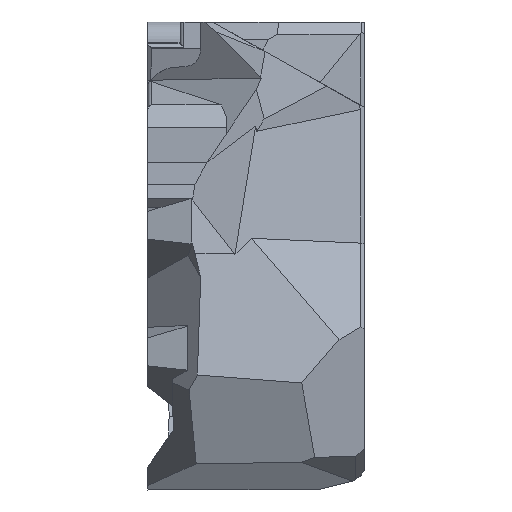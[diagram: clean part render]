
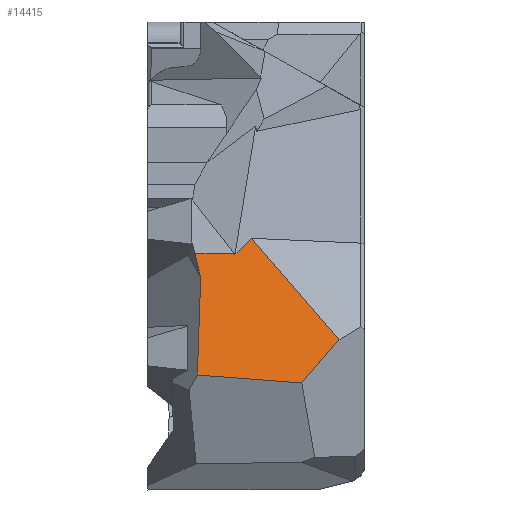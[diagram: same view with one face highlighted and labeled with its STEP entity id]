
A CAD part, left-side view. The second image highlights one B-rep face of the part: STEP entity #14415.
In plain terms, the highlighted planar face has unit normal (-0.966, 0, 0.261).
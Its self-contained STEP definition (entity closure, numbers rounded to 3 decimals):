
#1628=PLANE('',#15138);
#2255=FACE_OUTER_BOUND('',#3046,.T.);
#3046=EDGE_LOOP('',(#12273,#12274,#12275,#12276,#12277,#12278,#12279,#12280));
#3362=LINE('',#17931,#4450);
#3367=LINE('',#17940,#4455);
#3387=LINE('',#19118,#4475);
#4082=LINE('',#38460,#5170);
#4093=LINE('',#38482,#5181);
#4094=LINE('',#38484,#5182);
#4095=LINE('',#38486,#5183);
#4096=LINE('',#38487,#5184);
#4450=VECTOR('',#15474,10.);
#4455=VECTOR('',#15481,10.);
#4475=VECTOR('',#15521,10.);
#5170=VECTOR('',#17006,10.);
#5181=VECTOR('',#17029,10.);
#5182=VECTOR('',#17030,10.);
#5183=VECTOR('',#17031,10.);
#5184=VECTOR('',#17032,10.);
#5704=VERTEX_POINT('',#17928);
#5705=VERTEX_POINT('',#17930);
#5708=VERTEX_POINT('',#17938);
#5760=VERTEX_POINT('',#19116);
#6740=VERTEX_POINT('',#38459);
#6745=VERTEX_POINT('',#38481);
#6746=VERTEX_POINT('',#38483);
#6747=VERTEX_POINT('',#38485);
#7218=EDGE_CURVE('',#5704,#5705,#3362,.T.);
#7223=EDGE_CURVE('',#5708,#5704,#3367,.T.);
#7288=EDGE_CURVE('',#5708,#5760,#3387,.F.);
#8712=EDGE_CURVE('',#6740,#5705,#4082,.T.);
#8723=EDGE_CURVE('',#6745,#5760,#4093,.T.);
#8724=EDGE_CURVE('',#6746,#6745,#4094,.T.);
#8725=EDGE_CURVE('',#6747,#6746,#4095,.T.);
#8726=EDGE_CURVE('',#6740,#6747,#4096,.T.);
#12273=ORIENTED_EDGE('',*,*,#8712,.T.);
#12274=ORIENTED_EDGE('',*,*,#7218,.F.);
#12275=ORIENTED_EDGE('',*,*,#7223,.F.);
#12276=ORIENTED_EDGE('',*,*,#7288,.T.);
#12277=ORIENTED_EDGE('',*,*,#8723,.F.);
#12278=ORIENTED_EDGE('',*,*,#8724,.F.);
#12279=ORIENTED_EDGE('',*,*,#8725,.F.);
#12280=ORIENTED_EDGE('',*,*,#8726,.F.);
#14415=ADVANCED_FACE('',(#2255),#1628,.F.);
#15138=AXIS2_PLACEMENT_3D('',#38480,#17027,#17028);
#15474=DIRECTION('',(0.185,-0.705,0.685));
#15481=DIRECTION('',(-0.21,-0.59,-0.779));
#15521=DIRECTION('',(0.,-1.,0.));
#17006=DIRECTION('',(0.2,0.64,0.742));
#17027=DIRECTION('center_axis',(0.965,0.,
-0.261));
#17028=DIRECTION('ref_axis',(-0.261,0.,-0.965));
#17029=DIRECTION('',(0.254,0.23,0.94));
#17030=DIRECTION('',(0.26,-0.033,0.965));
#17031=DIRECTION('',(0.02,0.997,0.075));
#17032=DIRECTION('',(-0.2,0.64,-0.742));
#17928=CARTESIAN_POINT('',(-31.151,-11.042,32.142));
#17930=CARTESIAN_POINT('',(-30.604,-13.131,34.17));
#17931=CARTESIAN_POINT('',(-28.391,-21.577,42.369));
#17938=CARTESIAN_POINT('',(-31.121,-10.956,32.254));
#17940=CARTESIAN_POINT('',(-31.026,-10.692,32.604));
#19116=CARTESIAN_POINT('',(-31.121,-5.979,32.254));
#19118=CARTESIAN_POINT('',(-31.121,-27.5,32.254));
#38459=CARTESIAN_POINT('',(-34.062,-24.186,21.352));
#38460=CARTESIAN_POINT('',(-33.525,-22.468,23.344));
#38480=CARTESIAN_POINT('Origin',(-31.121,-27.5,32.254));
#38481=CARTESIAN_POINT('',(-31.929,-6.712,29.257));
#38482=CARTESIAN_POINT('',(-27.9,-3.061,44.189));
#38483=CARTESIAN_POINT('',(-35.265,-6.292,16.896));
#38484=CARTESIAN_POINT('',(-30.401,-6.905,34.919));
#38485=CARTESIAN_POINT('',(-35.534,-19.483,15.897));
#38486=CARTESIAN_POINT('',(-35.564,-20.969,15.785));
#38487=CARTESIAN_POINT('',(-34.793,-21.852,18.645));
